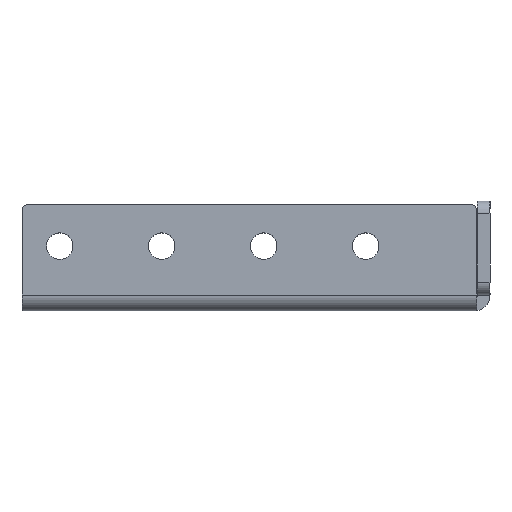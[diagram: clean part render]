
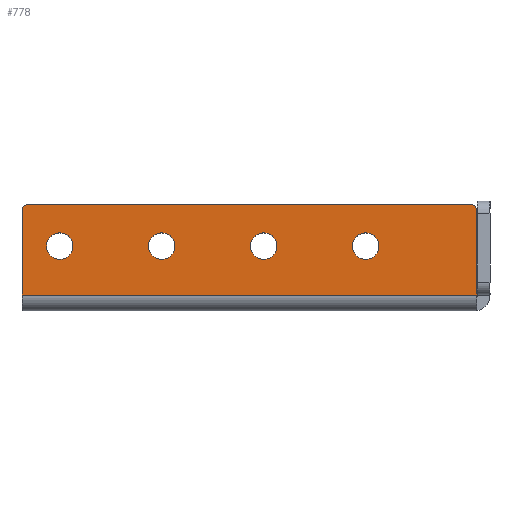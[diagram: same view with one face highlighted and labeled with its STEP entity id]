
A CAD part, top view. The second image highlights one B-rep face of the part: STEP entity #778.
In plain terms, the highlighted planar face has unit normal (0, 0, 1).
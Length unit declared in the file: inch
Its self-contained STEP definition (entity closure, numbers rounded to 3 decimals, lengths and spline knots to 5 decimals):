
#1 = VECTOR ( 'NONE', #1530, 39.37008 ) ;
#4 = CIRCLE ( 'NONE', #870, 0.13 ) ;
#13 = VECTOR ( 'NONE', #1508, 39.37008 ) ;
#15 = LINE ( 'NONE', #1507, #13 ) ;
#16 = CIRCLE ( 'NONE', #981, 0.13 ) ;
#53 = VECTOR ( 'NONE', #1537, 39.37008 ) ;
#99 = VECTOR ( 'NONE', #1298, 39.37008 ) ;
#102 = CIRCLE ( 'NONE', #854, 0.13 ) ;
#103 = LINE ( 'NONE', #1299, #99 ) ;
#120 = LINE ( 'NONE', #1523, #1 ) ;
#121 = CIRCLE ( 'NONE', #857, 0.06 ) ;
#137 = CIRCLE ( 'NONE', #1160, 0.06 ) ;
#219 = CIRCLE ( 'NONE', #1090, 0.13 ) ;
#223 = CIRCLE ( 'NONE', #1128, 0.13 ) ;
#230 = LINE ( 'NONE', #1536, #53 ) ;
#271 = CIRCLE ( 'NONE', #886, 0.13 ) ;
#414 = FACE_BOUND ( 'NONE', #475, .T. ) ;
#416 = FACE_OUTER_BOUND ( 'NONE', #474, .T. ) ;
#420 = FACE_BOUND ( 'NONE', #473, .T. ) ;
#428 = FACE_BOUND ( 'NONE', #478, .T. ) ;
#440 = EDGE_LOOP ( 'NONE', ( #660, #661 ) ) ;
#473 = EDGE_LOOP ( 'NONE', ( #662, #665 ) ) ;
#474 = EDGE_LOOP ( 'NONE', ( #667, #668, #669, #670, #671, #672 ) ) ;
#475 = EDGE_LOOP ( 'NONE', ( #674, #675 ) ) ;
#478 = EDGE_LOOP ( 'NONE', ( #677, #678 ) ) ;
#552 = CIRCLE ( 'NONE', #1071, 0.13 ) ;
#596 = CIRCLE ( 'NONE', #1030, 0.13 ) ;
#627 = FACE_BOUND ( 'NONE', #440, .T. ) ;
#660 = ORIENTED_EDGE ( 'NONE', *, *, #1027, .F. ) ;
#661 = ORIENTED_EDGE ( 'NONE', *, *, #847, .F. ) ;
#662 = ORIENTED_EDGE ( 'NONE', *, *, #1033, .F. ) ;
#665 = ORIENTED_EDGE ( 'NONE', *, *, #899, .F. ) ;
#667 = ORIENTED_EDGE ( 'NONE', *, *, #975, .T. ) ;
#668 = ORIENTED_EDGE ( 'NONE', *, *, #943, .T. ) ;
#669 = ORIENTED_EDGE ( 'NONE', *, *, #1041, .T. ) ;
#670 = ORIENTED_EDGE ( 'NONE', *, *, #955, .T. ) ;
#671 = ORIENTED_EDGE ( 'NONE', *, *, #1037, .T. ) ;
#672 = ORIENTED_EDGE ( 'NONE', *, *, #1022, .F. ) ;
#674 = ORIENTED_EDGE ( 'NONE', *, *, #965, .F. ) ;
#675 = ORIENTED_EDGE ( 'NONE', *, *, #1085, .F. ) ;
#677 = ORIENTED_EDGE ( 'NONE', *, *, #1016, .F. ) ;
#678 = ORIENTED_EDGE ( 'NONE', *, *, #1072, .F. ) ;
#778 = ADVANCED_FACE ( 'NONE', ( #627, #420, #416, #414, #428 ), #2036, .F. ) ;
#847 = EDGE_CURVE ( 'NONE', #2061, #2087, #271, .T. ) ;
#854 = AXIS2_PLACEMENT_3D ( 'NONE', #1321, #1314, #1313 ) ;
#857 = AXIS2_PLACEMENT_3D ( 'NONE', #1352, #1338, #1337 ) ;
#870 = AXIS2_PLACEMENT_3D ( 'NONE', #1502, #1515, #1516 ) ;
#881 = AXIS2_PLACEMENT_3D ( 'NONE', #2035, #2031, #2030 ) ;
#886 = AXIS2_PLACEMENT_3D ( 'NONE', #1816, #1812, #1811 ) ;
#899 = EDGE_CURVE ( 'NONE', #2083, #2072, #223, .T. ) ;
#943 = EDGE_CURVE ( 'NONE', #2057, #2080, #137, .T. ) ;
#955 = EDGE_CURVE ( 'NONE', #2095, #2097, #121, .T. ) ;
#965 = EDGE_CURVE ( 'NONE', #2091, #2113, #102, .T. ) ;
#975 = EDGE_CURVE ( 'NONE', #2085, #2057, #103, .T. ) ;
#981 = AXIS2_PLACEMENT_3D ( 'NONE', #1501, #1503, #1504 ) ;
#1016 = EDGE_CURVE ( 'NONE', #2116, #2075, #16, .T. ) ;
#1022 = EDGE_CURVE ( 'NONE', #2085, #2104, #15, .T. ) ;
#1027 = EDGE_CURVE ( 'NONE', #2087, #2061, #4, .T. ) ;
#1030 = AXIS2_PLACEMENT_3D ( 'NONE', #1599, #1601, #1602 ) ;
#1033 = EDGE_CURVE ( 'NONE', #2072, #2083, #552, .T. ) ;
#1037 = EDGE_CURVE ( 'NONE', #2097, #2104, #120, .T. ) ;
#1041 = EDGE_CURVE ( 'NONE', #2080, #2095, #230, .T. ) ;
#1071 = AXIS2_PLACEMENT_3D ( 'NONE', #1522, #1524, #1525 ) ;
#1072 = EDGE_CURVE ( 'NONE', #2075, #2116, #596, .T. ) ;
#1085 = EDGE_CURVE ( 'NONE', #2113, #2091, #219, .T. ) ;
#1090 = AXIS2_PLACEMENT_3D ( 'NONE', #1615, #1624, #1625 ) ;
#1128 = AXIS2_PLACEMENT_3D ( 'NONE', #2171, #2170, #2169 ) ;
#1160 = AXIS2_PLACEMENT_3D ( 'NONE', #1362, #1361, #1360 ) ;
#1298 = DIRECTION ( 'NONE',  ( 0., 1., 0. ) ) ;
#1299 = CARTESIAN_POINT ( 'NONE',  ( 4.46, 1.045, 0.155 ) ) ;
#1313 = DIRECTION ( 'NONE',  ( 1., 0., 0. ) ) ;
#1314 = DIRECTION ( 'NONE',  ( 0., 0., 1. ) ) ;
#1321 = CARTESIAN_POINT ( 'NONE',  ( 2.37, 0.635, 0.155 ) ) ;
#1337 = DIRECTION ( 'NONE',  ( -1., 0., 0. ) ) ;
#1338 = DIRECTION ( 'NONE',  ( 0., 0., 1. ) ) ;
#1352 = CARTESIAN_POINT ( 'NONE',  ( 0.06, 0.985, 0.155 ) ) ;
#1360 = DIRECTION ( 'NONE',  ( -1., 0., 0. ) ) ;
#1361 = DIRECTION ( 'NONE',  ( 0., 0., 1. ) ) ;
#1362 = CARTESIAN_POINT ( 'NONE',  ( 4.4, 0.985, 0.155 ) ) ;
#1501 = CARTESIAN_POINT ( 'NONE',  ( 3.37, 0.635, 0.155 ) ) ;
#1502 = CARTESIAN_POINT ( 'NONE',  ( 1.37, 0.635, 0.155 ) ) ;
#1503 = DIRECTION ( 'NONE',  ( 0., 0., 1. ) ) ;
#1504 = DIRECTION ( 'NONE',  ( 1., 0., 0. ) ) ;
#1507 = CARTESIAN_POINT ( 'NONE',  ( 0., 0.155, 0.155 ) ) ;
#1508 = DIRECTION ( 'NONE',  ( -1., 0., 0. ) ) ;
#1515 = DIRECTION ( 'NONE',  ( 0., 0., 1. ) ) ;
#1516 = DIRECTION ( 'NONE',  ( 1., 0., 0. ) ) ;
#1522 = CARTESIAN_POINT ( 'NONE',  ( 0.37, 0.635, 0.155 ) ) ;
#1523 = CARTESIAN_POINT ( 'NONE',  ( 0., 1.045, 0.155 ) ) ;
#1524 = DIRECTION ( 'NONE',  ( 0., 0., 1. ) ) ;
#1525 = DIRECTION ( 'NONE',  ( 1., 0., 0. ) ) ;
#1530 = DIRECTION ( 'NONE',  ( 0., -1., 0. ) ) ;
#1536 = CARTESIAN_POINT ( 'NONE',  ( 0., 1.045, 0.155 ) ) ;
#1537 = DIRECTION ( 'NONE',  ( -1., 0., 0. ) ) ;
#1599 = CARTESIAN_POINT ( 'NONE',  ( 3.37, 0.635, 0.155 ) ) ;
#1601 = DIRECTION ( 'NONE',  ( 0., 0., 1. ) ) ;
#1602 = DIRECTION ( 'NONE',  ( 1., 0., 0. ) ) ;
#1615 = CARTESIAN_POINT ( 'NONE',  ( 2.37, 0.635, 0.155 ) ) ;
#1624 = DIRECTION ( 'NONE',  ( 0., 0., 1. ) ) ;
#1625 = DIRECTION ( 'NONE',  ( 1., 0., 0. ) ) ;
#1682 = CARTESIAN_POINT ( 'NONE',  ( 4.46, 0.985, 0.155 ) ) ;
#1686 = CARTESIAN_POINT ( 'NONE',  ( 1.24, 0.635, 0.155 ) ) ;
#1697 = CARTESIAN_POINT ( 'NONE',  ( 0.5, 0.635, 0.155 ) ) ;
#1700 = CARTESIAN_POINT ( 'NONE',  ( 3.24, 0.635, 0.155 ) ) ;
#1705 = CARTESIAN_POINT ( 'NONE',  ( 4.4, 1.045, 0.155 ) ) ;
#1708 = CARTESIAN_POINT ( 'NONE',  ( 0.24, 0.635, 0.155 ) ) ;
#1710 = CARTESIAN_POINT ( 'NONE',  ( 4.46, 0.155, 0.155 ) ) ;
#1712 = CARTESIAN_POINT ( 'NONE',  ( 1.5, 0.635, 0.155 ) ) ;
#1716 = CARTESIAN_POINT ( 'NONE',  ( 2.5, 0.635, 0.155 ) ) ;
#1720 = CARTESIAN_POINT ( 'NONE',  ( 0.06, 1.045, 0.155 ) ) ;
#1722 = CARTESIAN_POINT ( 'NONE',  ( 0., 0.985, 0.155 ) ) ;
#1729 = CARTESIAN_POINT ( 'NONE',  ( 0., 0.155, 0.155 ) ) ;
#1738 = CARTESIAN_POINT ( 'NONE',  ( 2.24, 0.635, 0.155 ) ) ;
#1741 = CARTESIAN_POINT ( 'NONE',  ( 3.5, 0.635, 0.155 ) ) ;
#1811 = DIRECTION ( 'NONE',  ( 1., 0., 0. ) ) ;
#1812 = DIRECTION ( 'NONE',  ( 0., 0., 1. ) ) ;
#1816 = CARTESIAN_POINT ( 'NONE',  ( 1.37, 0.635, 0.155 ) ) ;
#2030 = DIRECTION ( 'NONE',  ( -1., 0., 0. ) ) ;
#2031 = DIRECTION ( 'NONE',  ( 0., 0., -1. ) ) ;
#2035 = CARTESIAN_POINT ( 'NONE',  ( 0., 1.045, 0.155 ) ) ;
#2036 = PLANE ( 'NONE',  #881 ) ;
#2057 = VERTEX_POINT ( 'NONE', #1682 ) ;
#2061 = VERTEX_POINT ( 'NONE', #1686 ) ;
#2072 = VERTEX_POINT ( 'NONE', #1697 ) ;
#2075 = VERTEX_POINT ( 'NONE', #1700 ) ;
#2080 = VERTEX_POINT ( 'NONE', #1705 ) ;
#2083 = VERTEX_POINT ( 'NONE', #1708 ) ;
#2085 = VERTEX_POINT ( 'NONE', #1710 ) ;
#2087 = VERTEX_POINT ( 'NONE', #1712 ) ;
#2091 = VERTEX_POINT ( 'NONE', #1716 ) ;
#2095 = VERTEX_POINT ( 'NONE', #1720 ) ;
#2097 = VERTEX_POINT ( 'NONE', #1722 ) ;
#2104 = VERTEX_POINT ( 'NONE', #1729 ) ;
#2113 = VERTEX_POINT ( 'NONE', #1738 ) ;
#2116 = VERTEX_POINT ( 'NONE', #1741 ) ;
#2169 = DIRECTION ( 'NONE',  ( 1., 0., 0. ) ) ;
#2170 = DIRECTION ( 'NONE',  ( 0., 0., 1. ) ) ;
#2171 = CARTESIAN_POINT ( 'NONE',  ( 0.37, 0.635, 0.155 ) ) ;
